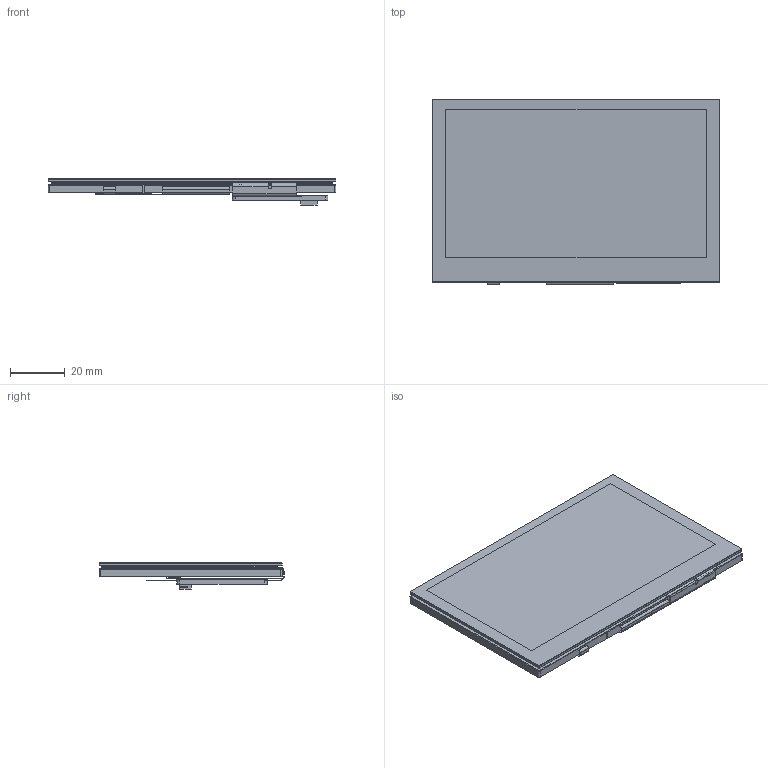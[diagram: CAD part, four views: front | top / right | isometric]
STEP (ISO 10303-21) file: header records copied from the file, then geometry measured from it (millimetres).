
FILE_DESCRIPTION(/* description */ (''),/* implementation_level */ '2;1');
FILE_NAME(/* name */ 'RVT43HLTNWCA0_Rev.1.1.stp',/* time_stamp */ '2021-09-10T12:15:05+02:00',/* author */ ('Mateusz Natywa'),/* organization */ (''),/* preprocessor_version */ 'ST-DEVELOPER v17',/* originating_system */ 'Autodesk Inventor 2019',/* authorisation */ '');
FILE_SCHEMA (('CONFIG_CONTROL_DESIGN'));
Length unit declared in the file: millimetre
Products named in the file (10): RVT43HLTNWC00_Rev.1.0; TFT; DISP; FPC; CTP; CG; SCA; SENSOR; FPC_1; DST_2
Assembly tree (9 placements, depth 3):
  RVT43HLTNWC00_Rev.1.0
    TFT
      DISP
      FPC
    CTP
      CG
      SCA
      SENSOR
      FPC_1
      DST_2
Bounding box: 105.5 x 68.11 x 9.64 mm (x, y, z)
Volume: 34560.1 mm3; surface area: 65466.4 mm2
Topology: 8 solids, 8 shells, 432 faces, 1200 edges, 788 vertices
Faces by surface type: plane 365, cylinder 49, cone 8, bspline 6, torus 4
Entity records: 14275 total; most frequent: CARTESIAN_POINT 2629, ORIENTED_EDGE 2400, DIRECTION 2186, EDGE_CURVE 1200, LINE 1072, VECTOR 1072, VERTEX_POINT 788, AXIS2_PLACEMENT_3D 557
